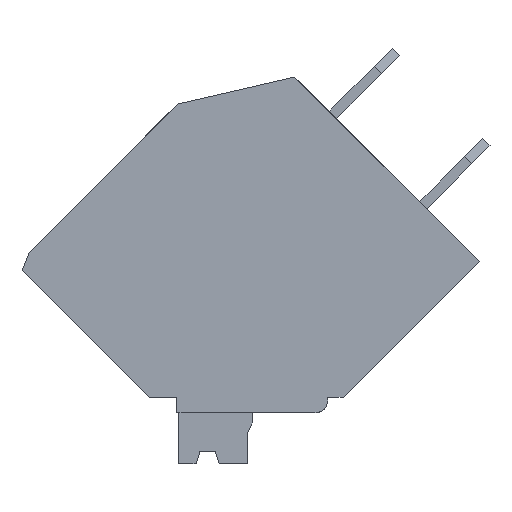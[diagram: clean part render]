
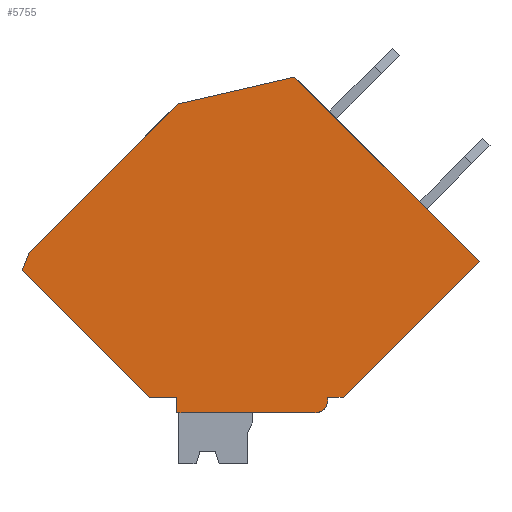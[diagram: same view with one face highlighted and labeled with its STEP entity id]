
A CAD part, left-side view. The second image highlights one B-rep face of the part: STEP entity #5755.
In plain terms, the highlighted planar face has unit normal (-1, 0, 0).
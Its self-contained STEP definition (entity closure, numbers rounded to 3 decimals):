
#195=DIRECTION('',(0.,-1.,0.));
#196=VECTOR('',#195,1.093);
#197=CARTESIAN_POINT('',(-5.85,3.643,-5.55));
#198=LINE('',#197,#196);
#221=DIRECTION('',(0.,-1.,0.));
#222=VECTOR('',#221,0.6);
#223=CARTESIAN_POINT('',(-5.85,-3.35,-5.55));
#224=LINE('',#223,#222);
#1347=DIRECTION('',(0.,-0.707,0.707));
#1348=VECTOR('',#1347,8.2);
#1349=CARTESIAN_POINT('',(-5.85,8.332,0.129));
#1350=LINE('',#1349,#1348);
#1351=DIRECTION('',(0.,-0.974,0.225));
#1352=VECTOR('',#1351,4.717);
#1353=CARTESIAN_POINT('',(-5.85,2.533,5.927));
#1354=LINE('',#1353,#1352);
#1355=DIRECTION('',(0.,-0.707,-0.707));
#1356=VECTOR('',#1355,10.2);
#1357=CARTESIAN_POINT('',(-5.85,-2.063,6.988));
#1358=LINE('',#1357,#1356);
#1359=DIRECTION('',(0.,0.707,-0.707));
#1360=VECTOR('',#1359,7.531);
#1361=CARTESIAN_POINT('',(-5.85,-9.275,-0.225));
#1362=LINE('',#1361,#1360);
#1363=CARTESIAN_POINT('',(-5.85,-2.85,-5.65));
#1364=DIRECTION('',(1.,0.,0.));
#1365=DIRECTION('',(0.,-1.,0.));
#1366=AXIS2_PLACEMENT_3D('',#1363,#1364,#1365);
#1368=DIRECTION('',(0.,0.707,0.707));
#1369=VECTOR('',#1368,7.031);
#1370=CARTESIAN_POINT('',(-5.85,3.643,-5.55));
#1371=LINE('',#1370,#1369);
#1372=DIRECTION('',(0.,-0.371,0.928));
#1373=VECTOR('',#1372,0.762);
#1374=CARTESIAN_POINT('',(-5.85,8.615,-0.578));
#1375=LINE('',#1374,#1373);
#1388=DIRECTION('',(0.,0.,1.));
#1389=VECTOR('',#1388,0.1);
#1390=CARTESIAN_POINT('',(-5.85,-3.35,-5.65));
#1391=LINE('',#1390,#1389);
#1620=DIRECTION('',(0.,-1.,0.));
#1621=VECTOR('',#1620,5.4);
#1622=CARTESIAN_POINT('',(-5.85,2.55,-6.15));
#1623=LINE('',#1622,#1621);
#1664=DIRECTION('',(0.,0.,1.));
#1665=VECTOR('',#1664,0.6);
#1666=CARTESIAN_POINT('',(-5.85,2.55,-6.15));
#1667=LINE('',#1666,#1665);
#3298=CARTESIAN_POINT('',(-5.85,2.533,5.927));
#3300=VERTEX_POINT('',#3298);
#3304=CARTESIAN_POINT('',(-5.85,-2.063,6.988));
#3305=VERTEX_POINT('',#3304);
#3320=CARTESIAN_POINT('',(-5.85,8.332,0.129));
#3321=VERTEX_POINT('',#3320);
#3334=CARTESIAN_POINT('',(-5.85,8.615,-0.578));
#3335=VERTEX_POINT('',#3334);
#3336=CARTESIAN_POINT('',(-5.85,3.643,-5.55));
#3337=VERTEX_POINT('',#3336);
#3338=CARTESIAN_POINT('',(-5.85,2.55,-5.55));
#3339=VERTEX_POINT('',#3338);
#3340=CARTESIAN_POINT('',(-5.85,2.55,-6.15));
#3341=VERTEX_POINT('',#3340);
#3342=CARTESIAN_POINT('',(-5.85,-2.85,-6.15));
#3343=VERTEX_POINT('',#3342);
#3344=CARTESIAN_POINT('',(-5.85,-3.35,-5.65));
#3345=VERTEX_POINT('',#3344);
#3346=CARTESIAN_POINT('',(-5.85,-3.35,-5.55));
#3347=VERTEX_POINT('',#3346);
#3348=CARTESIAN_POINT('',(-5.85,-3.95,-5.55));
#3349=VERTEX_POINT('',#3348);
#3350=CARTESIAN_POINT('',(-5.85,-9.275,-0.225));
#3351=VERTEX_POINT('',#3350);
#5730=CARTESIAN_POINT('',(-5.85,-0.33,0.419));
#5731=DIRECTION('',(1.,0.,0.));
#5732=DIRECTION('',(0.,-1.,0.));
#5733=AXIS2_PLACEMENT_3D('',#5730,#5731,#5732);
#5734=PLANE('',#5733);
#5735=ORIENTED_EDGE('',*,*,#5576,.T.);
#5737=ORIENTED_EDGE('',*,*,#5736,.T.);
#5739=ORIENTED_EDGE('',*,*,#5738,.T.);
#5740=ORIENTED_EDGE('',*,*,#5700,.T.);
#5741=ORIENTED_EDGE('',*,*,#4113,.F.);
#5743=ORIENTED_EDGE('',*,*,#5742,.F.);
#5745=ORIENTED_EDGE('',*,*,#5744,.T.);
#5747=ORIENTED_EDGE('',*,*,#5746,.F.);
#5749=ORIENTED_EDGE('',*,*,#5748,.T.);
#5750=ORIENTED_EDGE('',*,*,#4075,.F.);
#5751=ORIENTED_EDGE('',*,*,#5095,.T.);
#5752=ORIENTED_EDGE('',*,*,#5116,.T.);
#5753=EDGE_LOOP('',(#5735,#5737,#5739,#5740,#5741,#5743,#5745,#5747,#5749,#5750,
#5751,#5752));
#5754=FACE_OUTER_BOUND('',#5753,.F.);
#5755=ADVANCED_FACE('',(#5754),#5734,.F.);
#1367=CIRCLE('',#1366,0.5);
#4075=EDGE_CURVE('',#3337,#3339,#198,.T.);
#4113=EDGE_CURVE('',#3347,#3349,#224,.T.);
#5095=EDGE_CURVE('',#3337,#3335,#1371,.T.);
#5116=EDGE_CURVE('',#3335,#3321,#1375,.T.);
#5576=EDGE_CURVE('',#3321,#3300,#1350,.T.);
#5700=EDGE_CURVE('',#3351,#3349,#1362,.T.);
#5736=EDGE_CURVE('',#3300,#3305,#1354,.T.);
#5738=EDGE_CURVE('',#3305,#3351,#1358,.T.);
#5742=EDGE_CURVE('',#3345,#3347,#1391,.T.);
#5744=EDGE_CURVE('',#3345,#3343,#1367,.T.);
#5746=EDGE_CURVE('',#3341,#3343,#1623,.T.);
#5748=EDGE_CURVE('',#3341,#3339,#1667,.T.);
